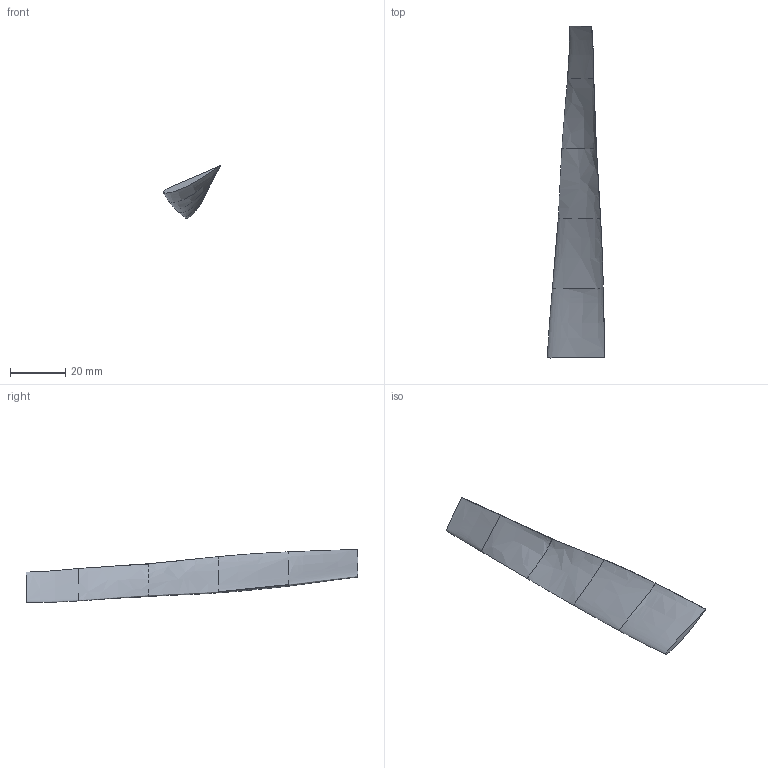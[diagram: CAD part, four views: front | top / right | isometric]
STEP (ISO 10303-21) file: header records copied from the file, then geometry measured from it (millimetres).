
FILE_DESCRIPTION(/* description */ (''),/* implementation_level */ '2;1');
FILE_NAME(/* name */ '12 6.5 propeller 3 yoke v1.step',/* time_stamp */ '2025-06-26T10:58:40+05:30',/* author */ (''),/* organization */ (''),/* preprocessor_version */ 'ST-DEVELOPER v20.1',/* originating_system */ 'Autodesk Translation Framework v14.10.0.0',/* authorisation */ '');
FILE_SCHEMA (('AUTOMOTIVE_DESIGN { 1 0 10303 214 3 1 1 }'));
Length unit declared in the file: millimetre
Products named in the file (1): 12*6.5" propeller 3* yoke
Bounding box: 20.85 x 120.6 x 19.25 mm (x, y, z)
Volume: 3329.5 mm3; surface area: 4699.7 mm2
Topology: 1 solids, 1 shells, 12 faces, 36 edges, 26 vertices
Faces by surface type: bspline 10, plane 2
Entity records: 10804 total; most frequent: CARTESIAN_POINT 10572, ORIENTED_EDGE 64, EDGE_CURVE 32, VERTEX_POINT 24, DIRECTION 15, FACE_OUTER_BOUND 10, EDGE_LOOP 10, ADVANCED_FACE 10
